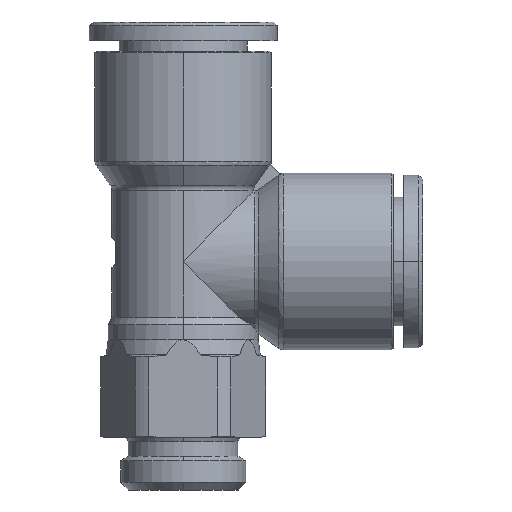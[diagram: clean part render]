
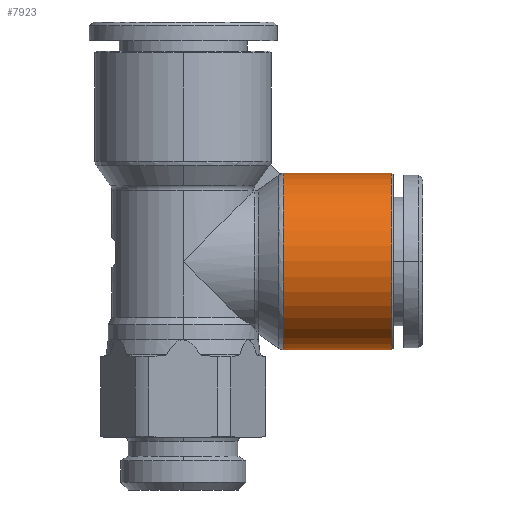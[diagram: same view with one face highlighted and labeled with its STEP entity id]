
A CAD part, front view. The second image highlights one B-rep face of the part: STEP entity #7923.
In plain terms, the highlighted cylindrical face has radius 11.75 mm (diameter 23.5 mm), a partial arc.
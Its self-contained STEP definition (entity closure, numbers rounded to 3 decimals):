
#923 = VERTEX_POINT ( 'NONE', #10460 ) ;
#1221 = CARTESIAN_POINT ( 'NONE',  ( -19.55, 0., 11.75 ) ) ;
#1642 = DIRECTION ( 'NONE',  ( 0., 0., -1. ) ) ;
#1742 = DIRECTION ( 'NONE',  ( 1., 0., 0. ) ) ;
#1767 = CARTESIAN_POINT ( 'NONE',  ( -19.55, 0., -11.75 ) ) ;
#1918 = CARTESIAN_POINT ( 'NONE',  ( -5.066, 0., 11.75 ) ) ;
#2051 = CIRCLE ( 'NONE', #12622, 11.75 ) ;
#2428 = DIRECTION ( 'NONE',  ( 0., 0., -1. ) ) ;
#2616 = CIRCLE ( 'NONE', #5216, 11.75 ) ;
#3648 = FACE_OUTER_BOUND ( 'NONE', #9749, .T. ) ;
#3771 = DIRECTION ( 'NONE',  ( 1., 0., 0. ) ) ;
#3805 = CARTESIAN_POINT ( 'NONE',  ( -5.066, 0., 0. ) ) ;
#4500 = AXIS2_PLACEMENT_3D ( 'NONE', #3805, #4897, #4782 ) ;
#4742 = AXIS2_PLACEMENT_3D ( 'NONE', #7919, #1742, #1642 ) ;
#4782 = DIRECTION ( 'NONE',  ( 0., 0., -1. ) ) ;
#4897 = DIRECTION ( 'NONE',  ( 1., 0., 0. ) ) ;
#5216 = AXIS2_PLACEMENT_3D ( 'NONE', #8570, #3771, #2428 ) ;
#5302 = EDGE_CURVE ( 'NONE', #12011, #8186, #8991, .T. ) ;
#5365 = DIRECTION ( 'NONE',  ( 0., 0., -1. ) ) ;
#7647 = CARTESIAN_POINT ( 'NONE',  ( -5.066, 0., -11.75 ) ) ;
#7839 = LINE ( 'NONE', #7905, #13513 ) ;
#7905 = CARTESIAN_POINT ( 'NONE',  ( -11.25, 0., -11.75 ) ) ;
#7919 = CARTESIAN_POINT ( 'NONE',  ( -11.25, 0., 0. ) ) ;
#7923 = ADVANCED_FACE ( 'NONE', ( #3648 ), #12594, .T. ) ;
#8186 = VERTEX_POINT ( 'NONE', #1918 ) ;
#8570 = CARTESIAN_POINT ( 'NONE',  ( -19.55, 0., 0. ) ) ;
#8901 = CARTESIAN_POINT ( 'NONE',  ( -11.25, 0., 11.75 ) ) ;
#8991 = LINE ( 'NONE', #8901, #13705 ) ;
#9020 = VERTEX_POINT ( 'NONE', #1767 ) ;
#9749 = EDGE_LOOP ( 'NONE', ( #12947, #10070, #10426, #12794, #11718 ) ) ;
#10070 = ORIENTED_EDGE ( 'NONE', *, *, #5302, .T. ) ;
#10287 = DIRECTION ( 'NONE',  ( 1., 0., 0. ) ) ;
#10426 = ORIENTED_EDGE ( 'NONE', *, *, #15660, .F. ) ;
#10460 = CARTESIAN_POINT ( 'NONE',  ( -19.55, 11.75, 0. ) ) ;
#11718 = ORIENTED_EDGE ( 'NONE', *, *, #12219, .T. ) ;
#12011 = VERTEX_POINT ( 'NONE', #1221 ) ;
#12059 = EDGE_CURVE ( 'NONE', #9020, #15009, #7839, .T. ) ;
#12219 = EDGE_CURVE ( 'NONE', #9020, #923, #2051, .T. ) ;
#12470 = EDGE_CURVE ( 'NONE', #923, #12011, #2616, .T. ) ;
#12594 = CYLINDRICAL_SURFACE ( 'NONE', #4742, 11.75 ) ;
#12618 = CARTESIAN_POINT ( 'NONE',  ( -19.55, 0., 0. ) ) ;
#12622 = AXIS2_PLACEMENT_3D ( 'NONE', #12618, #15022, #5365 ) ;
#12773 = DIRECTION ( 'NONE',  ( 1., 0., 0. ) ) ;
#12794 = ORIENTED_EDGE ( 'NONE', *, *, #12059, .F. ) ;
#12947 = ORIENTED_EDGE ( 'NONE', *, *, #12470, .T. ) ;
#13513 = VECTOR ( 'NONE', #10287, 1000. ) ;
#13705 = VECTOR ( 'NONE', #12773, 1000. ) ;
#14117 = CIRCLE ( 'NONE', #4500, 11.75 ) ;
#15009 = VERTEX_POINT ( 'NONE', #7647 ) ;
#15022 = DIRECTION ( 'NONE',  ( 1., 0., 0. ) ) ;
#15660 = EDGE_CURVE ( 'NONE', #15009, #8186, #14117, .T. ) ;
